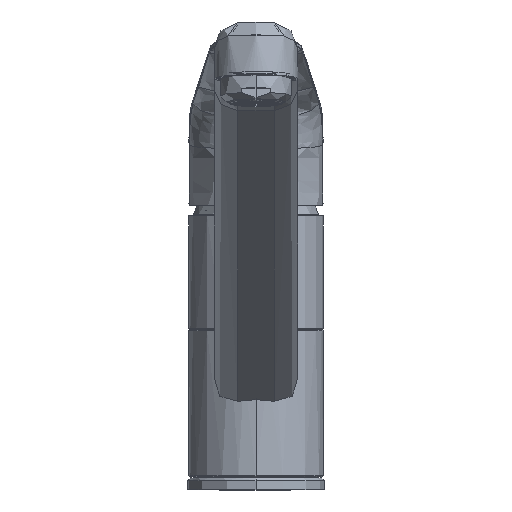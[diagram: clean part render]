
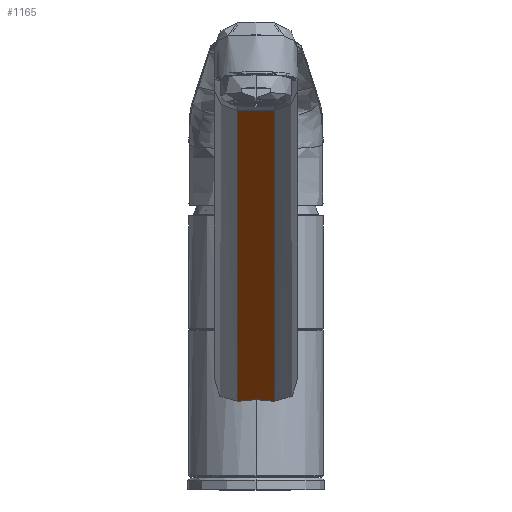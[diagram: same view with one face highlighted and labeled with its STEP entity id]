
A CAD part, front view. The second image highlights one B-rep face of the part: STEP entity #1165.
In plain terms, the highlighted face is planar.
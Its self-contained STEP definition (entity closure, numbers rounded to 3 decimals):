
#1165=ADVANCED_FACE('',(#7718),#91515,.T.);
#7718=FACE_OUTER_BOUND('',#13343,.T.);
#13343=EDGE_LOOP('',(#22622,#22623,#22624,#22625));
#22622=ORIENTED_EDGE('',*,*,#51342,.T.);
#22623=ORIENTED_EDGE('',*,*,#51337,.F.);
#22624=ORIENTED_EDGE('',*,*,#51344,.T.);
#22625=ORIENTED_EDGE('',*,*,#51343,.T.);
#51337=EDGE_CURVE('',#81152,#81150,#68406,.T.);
#51342=EDGE_CURVE('',#81154,#81150,#68410,.T.);
#51343=EDGE_CURVE('',#81160,#81154,#68411,.T.);
#51344=EDGE_CURVE('',#81152,#81160,#68412,.T.);
#68406=B_SPLINE_CURVE_WITH_KNOTS('',1,(#126030,#126031),.UNSPECIFIED.,.F.,
 .F.,(2,2),(-178.783,0.),.UNSPECIFIED.);
#68410=B_SPLINE_CURVE_WITH_KNOTS('',3,(#126079,#126080,#126081,#126082,
#126083),.UNSPECIFIED.,.F.,.F.,(4,1,4),(-12.636,-6.318,
0.),.UNSPECIFIED.);
#68411=B_SPLINE_CURVE_WITH_KNOTS('',1,(#126084,#126085),.UNSPECIFIED.,.F.,
 .F.,(2,2),(-178.783,0.),.UNSPECIFIED.);
#68412=B_SPLINE_CURVE_WITH_KNOTS('',1,(#126086,#126087),.UNSPECIFIED.,.F.,
 .F.,(2,2),(-12.303,0.),.UNSPECIFIED.);
#81150=VERTEX_POINT('',#125974);
#81152=VERTEX_POINT('',#125976);
#81154=VERTEX_POINT('',#125978);
#81160=VERTEX_POINT('',#125984);
#91515=PLANE('',#95908);
#95908=AXIS2_PLACEMENT_3D('',#124844,#100603,$);
#100603=DIRECTION('',(-0.545,-0.839,0.));
#124844=CARTESIAN_POINT('',(-8.248,9.719,-7.727));
#125974=CARTESIAN_POINT('',(-23.643,19.717,6.152));
#125976=CARTESIAN_POINT('',(-173.583,117.089,6.152));
#125978=CARTESIAN_POINT('',(-23.643,19.717,-6.152));
#125984=CARTESIAN_POINT('',(-173.583,117.089,-6.152));
#126030=CARTESIAN_POINT('',(-173.583,117.089,6.152));
#126031=CARTESIAN_POINT('',(-23.643,19.717,6.152));
#126079=CARTESIAN_POINT('',(-23.643,19.717,-6.152));
#126080=CARTESIAN_POINT('',(-24.226,20.095,-4.101));
#126081=CARTESIAN_POINT('',(-24.774,20.452,0.));
#126082=CARTESIAN_POINT('',(-24.226,20.095,4.101));
#126083=CARTESIAN_POINT('',(-23.643,19.717,6.152));
#126084=CARTESIAN_POINT('',(-173.583,117.089,-6.152));
#126085=CARTESIAN_POINT('',(-23.643,19.717,-6.152));
#126086=CARTESIAN_POINT('',(-173.583,117.089,6.152));
#126087=CARTESIAN_POINT('',(-173.583,117.089,-6.152));
